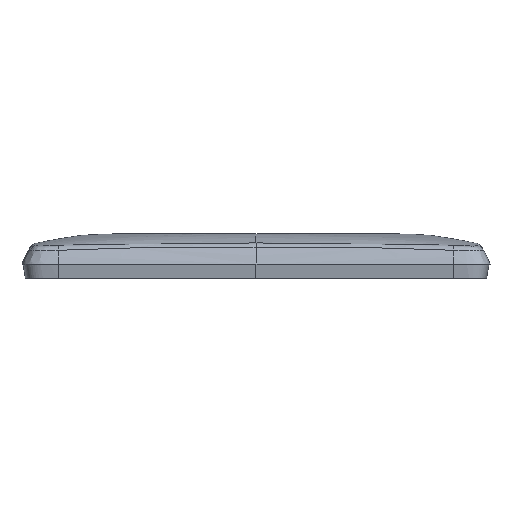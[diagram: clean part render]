
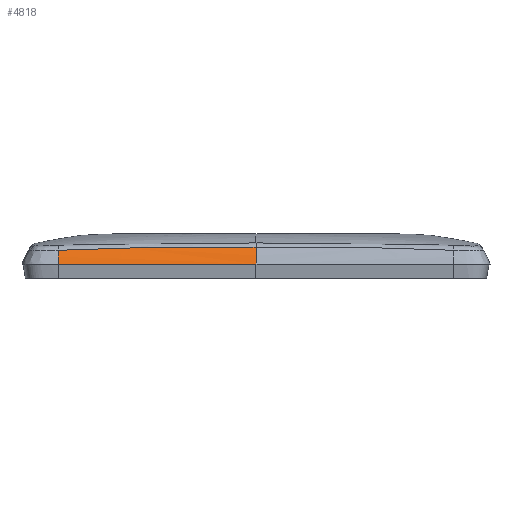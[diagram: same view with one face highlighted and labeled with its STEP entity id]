
A CAD part, front view. The second image highlights one B-rep face of the part: STEP entity #4818.
In plain terms, the highlighted free-form (B-spline) face has degree [5, 3] with [9, 4] control points.
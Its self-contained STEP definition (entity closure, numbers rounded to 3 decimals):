
#2109=CARTESIAN_POINT('Vertex',(0.,-41.,2.7)) ;
#2112=CARTESIAN_POINT('Line Origine',(-19.,-41.,2.7)) ;
#2116=CARTESIAN_POINT('Vertex',(-38.,-41.,2.7)) ;
#4736=CARTESIAN_POINT('Vertex',(-38.,-39.727,5.354)) ;
#4740=CARTESIAN_POINT('Control Point',(-38.,-39.727,5.354)) ;
#4741=CARTESIAN_POINT('Control Point',(-38.004,-40.016,4.835)) ;
#4742=CARTESIAN_POINT('Control Point',(-38.004,-40.304,4.321)) ;
#4743=CARTESIAN_POINT('Control Point',(-38.002,-40.574,3.8)) ;
#4744=CARTESIAN_POINT('Control Point',(-38.,-40.811,3.263)) ;
#4745=CARTESIAN_POINT('Control Point',(-38.,-41.,2.7)) ;
#4755=CARTESIAN_POINT('Control Point',(-38.,-39.727,5.354)) ;
#4756=CARTESIAN_POINT('Control Point',(-38.007,-40.209,4.49)) ;
#4757=CARTESIAN_POINT('Control Point',(-38.,-40.686,3.639)) ;
#4758=CARTESIAN_POINT('Control Point',(-38.,-41.,2.7)) ;
#4759=CARTESIAN_POINT('Control Point',(-35.697,-39.643,5.505)) ;
#4760=CARTESIAN_POINT('Control Point',(-35.61,-40.163,4.594)) ;
#4761=CARTESIAN_POINT('Control Point',(-35.545,-40.667,3.694)) ;
#4762=CARTESIAN_POINT('Control Point',(-35.464,-41.,2.7)) ;
#4763=CARTESIAN_POINT('Control Point',(-33.327,-39.591,5.593)) ;
#4764=CARTESIAN_POINT('Control Point',(-33.203,-40.14,4.661)) ;
#4765=CARTESIAN_POINT('Control Point',(-33.121,-40.659,3.729)) ;
#4766=CARTESIAN_POINT('Control Point',(-32.988,-41.,2.7)) ;
#4767=CARTESIAN_POINT('Control Point',(-30.91,-39.549,5.666)) ;
#4768=CARTESIAN_POINT('Control Point',(-30.783,-40.111,4.706)) ;
#4769=CARTESIAN_POINT('Control Point',(-30.671,-40.647,3.754)) ;
#4770=CARTESIAN_POINT('Control Point',(-30.539,-41.,2.7)) ;
#4771=CARTESIAN_POINT('Control Point',(-23.229,-39.449,5.835)) ;
#4772=CARTESIAN_POINT('Control Point',(-23.114,-40.055,4.824)) ;
#4773=CARTESIAN_POINT('Control Point',(-23.015,-40.626,3.818)) ;
#4774=CARTESIAN_POINT('Control Point',(-22.895,-41.,2.7)) ;
#4775=CARTESIAN_POINT('Control Point',(-15.428,-39.416,5.888)) ;
#4776=CARTESIAN_POINT('Control Point',(-15.4,-40.037,4.86)) ;
#4777=CARTESIAN_POINT('Control Point',(-15.387,-40.619,3.839)) ;
#4778=CARTESIAN_POINT('Control Point',(-15.355,-41.,2.7)) ;
#4779=CARTESIAN_POINT('Control Point',(-10.479,-39.404,5.908)) ;
#4780=CARTESIAN_POINT('Control Point',(-10.475,-40.029,4.873)) ;
#4781=CARTESIAN_POINT('Control Point',(-10.482,-40.616,3.846)) ;
#4782=CARTESIAN_POINT('Control Point',(-10.476,-41.,2.7)) ;
#4783=CARTESIAN_POINT('Control Point',(-5.239,-39.402,5.912)) ;
#4784=CARTESIAN_POINT('Control Point',(-5.236,-40.029,4.876)) ;
#4785=CARTESIAN_POINT('Control Point',(-5.242,-40.616,3.848)) ;
#4786=CARTESIAN_POINT('Control Point',(-5.238,-41.,2.7)) ;
#4787=CARTESIAN_POINT('Control Point',(0.,-39.407,5.904)) ;
#4788=CARTESIAN_POINT('Control Point',(0.002,-40.032,4.871)) ;
#4789=CARTESIAN_POINT('Control Point',(0.,-40.617,3.845)) ;
#4790=CARTESIAN_POINT('Control Point',(0.,-41.,2.7)) ;
#4792=CARTESIAN_POINT('Control Point',(-38.,-39.727,5.354)) ;
#4793=CARTESIAN_POINT('Control Point',(-35.697,-39.643,5.505)) ;
#4794=CARTESIAN_POINT('Control Point',(-33.327,-39.591,5.593)) ;
#4795=CARTESIAN_POINT('Control Point',(-30.91,-39.549,5.666)) ;
#4796=CARTESIAN_POINT('Control Point',(-23.229,-39.449,5.835)) ;
#4797=CARTESIAN_POINT('Control Point',(-15.428,-39.416,5.888)) ;
#4798=CARTESIAN_POINT('Control Point',(-10.479,-39.404,5.908)) ;
#4799=CARTESIAN_POINT('Control Point',(-5.239,-39.402,5.912)) ;
#4800=CARTESIAN_POINT('Control Point',(0.,-39.407,5.904)) ;
#4801=CARTESIAN_POINT('Vertex',(0.002,-39.407,5.904)) ;
#4805=CARTESIAN_POINT('Control Point',(0.,-39.407,5.904)) ;
#4806=CARTESIAN_POINT('Control Point',(0.001,-39.782,5.284)) ;
#4807=CARTESIAN_POINT('Control Point',(0.001,-40.145,4.666)) ;
#4808=CARTESIAN_POINT('Control Point',(0.,-40.48,4.038)) ;
#4809=CARTESIAN_POINT('Control Point',(0.,-40.77,3.387)) ;
#4810=CARTESIAN_POINT('Control Point',(0.,-41.,2.7)) ;
#2113=DIRECTION('Vector Direction',(-1.,0.,0.)) ;
#2114=VECTOR('Line Direction',#2113,1.) ;
#4813=ORIENTED_EDGE('',*,*,#4803,.F.) ;
#4814=ORIENTED_EDGE('',*,*,#4746,.T.) ;
#4815=ORIENTED_EDGE('',*,*,#2118,.F.) ;
#4816=ORIENTED_EDGE('',*,*,#4811,.F.) ;
#4818=ADVANCED_FACE('Transparent. Ep.1.5+patte injection',(#4817),#4754,.F.) ;
#4739=B_SPLINE_CURVE_WITH_KNOTS('',5,(#4740,#4741,#4742,#4743,#4744,#4745),.UNSPECIFIED.,.F.,.U.,(6,6),(0.,2.919),.UNSPECIFIED.) ;
#4791=B_SPLINE_CURVE_WITH_KNOTS('',5,(#4792,#4793,#4794,#4795,#4796,#4797,#4798,#4799,#4800),.UNSPECIFIED.,.F.,.U.,(6,3,6),(0.,12.132,38.328),.UNSPECIFIED.) ;
#4804=B_SPLINE_CURVE_WITH_KNOTS('',5,(#4805,#4806,#4807,#4808,#4809,#4810),.UNSPECIFIED.,.F.,.U.,(6,6),(0.,2.919),.UNSPECIFIED.) ;
#4754=B_SPLINE_SURFACE_WITH_KNOTS('',5,3,((#4755,#4756,#4757,#4758),(#4759,#4760,#4761,#4762),(#4763,#4764,#4765,#4766),(#4767,#4768,#4769,#4770),(#4771,#4772,#4773,#4774),(#4775,#4776,#4777,#4778),(#4779,#4780,#4781,#4782),(#4783,#4784,#4785,#4786),(#4787,#4788,#4789,#4790)),.UNSPECIFIED.,.F.,.F.,.U.,(6,3,6),(4,4),(0.,12.132,38.328),(0.,2.919),.UNSPECIFIED.) ;
#2118=EDGE_CURVE('',#2110,#2117,#2115,.T.) ;
#4746=EDGE_CURVE('',#4737,#2117,#4739,.T.) ;
#4803=EDGE_CURVE('',#4737,#4802,#4791,.T.) ;
#4811=EDGE_CURVE('',#4802,#2110,#4804,.T.) ;
#4812=EDGE_LOOP('',(#4813,#4814,#4815,#4816)) ;
#4817=FACE_OUTER_BOUND('',#4812,.T.) ;
#2115=LINE('Line',#2112,#2114) ;
#2110=VERTEX_POINT('',#2109) ;
#2117=VERTEX_POINT('',#2116) ;
#4737=VERTEX_POINT('',#4736) ;
#4802=VERTEX_POINT('',#4801) ;
